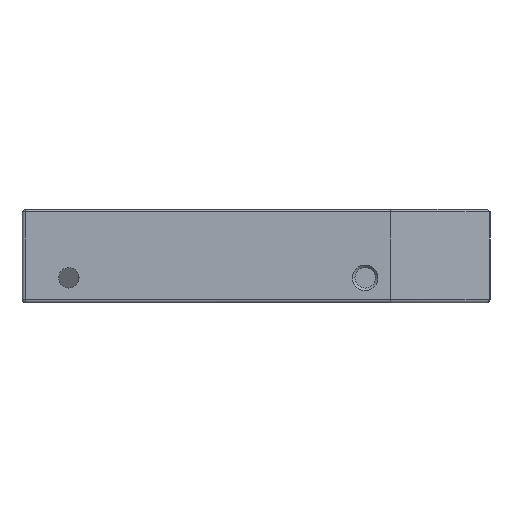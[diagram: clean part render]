
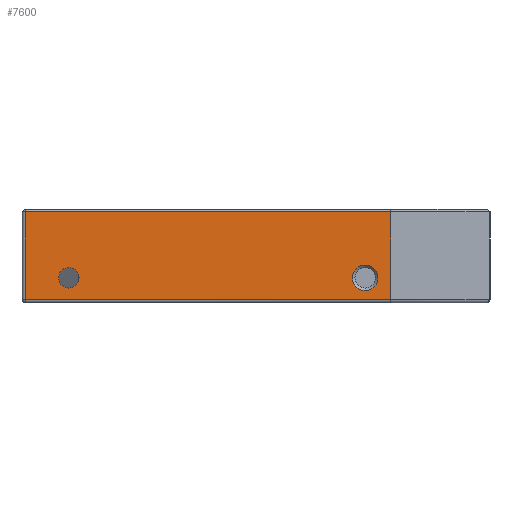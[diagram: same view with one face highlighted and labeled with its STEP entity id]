
A CAD part, front view. The second image highlights one B-rep face of the part: STEP entity #7600.
In plain terms, the highlighted planar face has unit normal (0, -1, 0).
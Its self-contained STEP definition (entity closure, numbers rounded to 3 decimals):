
#235=FACE_BOUND('',#1211,.T.);
#236=FACE_BOUND('',#1212,.T.);
#408=PLANE('',#8321);
#759=FACE_OUTER_BOUND('',#1210,.T.);
#1210=EDGE_LOOP('',(#6742,#6743,#6744,#6745));
#1211=EDGE_LOOP('',(#6746));
#1212=EDGE_LOOP('',(#6747));
#1609=CIRCLE('',#8317,2.05);
#1612=CIRCLE('',#8322,1.65);
#2290=LINE('',#12808,#3036);
#2302=LINE('',#12838,#3048);
#2339=LINE('',#12988,#3085);
#2340=LINE('',#12989,#3086);
#3036=VECTOR('',#10181,10.);
#3048=VECTOR('',#10215,10.);
#3085=VECTOR('',#10376,10.);
#3086=VECTOR('',#10377,10.);
#3759=VERTEX_POINT('',#12803);
#3760=VERTEX_POINT('',#12807);
#3767=VERTEX_POINT('',#12837);
#3791=VERTEX_POINT('',#12977);
#3794=VERTEX_POINT('',#12987);
#3795=VERTEX_POINT('',#12990);
#4756=EDGE_CURVE('',#3760,#3759,#2290,.T.);
#4771=EDGE_CURVE('',#3760,#3767,#2302,.T.);
#4832=EDGE_CURVE('',#3791,#3791,#1609,.T.);
#4837=EDGE_CURVE('',#3759,#3794,#2339,.T.);
#4838=EDGE_CURVE('',#3794,#3767,#2340,.T.);
#4839=EDGE_CURVE('',#3795,#3795,#1612,.T.);
#6742=ORIENTED_EDGE('',*,*,#4756,.T.);
#6743=ORIENTED_EDGE('',*,*,#4837,.T.);
#6744=ORIENTED_EDGE('',*,*,#4838,.T.);
#6745=ORIENTED_EDGE('',*,*,#4771,.F.);
#6746=ORIENTED_EDGE('',*,*,#4839,.F.);
#6747=ORIENTED_EDGE('',*,*,#4832,.T.);
#7600=ADVANCED_FACE('',(#759,#235,#236),#408,.F.);
#8317=AXIS2_PLACEMENT_3D('',#12978,#10364,#10365);
#8321=AXIS2_PLACEMENT_3D('',#12986,#10374,#10375);
#8322=AXIS2_PLACEMENT_3D('',#12991,#10378,#10379);
#10181=DIRECTION('',(-1.,0.,0.));
#10215=DIRECTION('',(0.,0.,-1.));
#10364=DIRECTION('center_axis',(0.,1.,0.));
#10365=DIRECTION('ref_axis',(1.,0.,0.));
#10374=DIRECTION('center_axis',(0.,1.,0.));
#10375=DIRECTION('ref_axis',(1.,0.,0.));
#10376=DIRECTION('',(0.,0.,-1.));
#10377=DIRECTION('',(1.,0.,0.));
#10378=DIRECTION('center_axis',(0.,-1.,0.));
#10379=DIRECTION('ref_axis',(1.,0.,0.));
#12803=CARTESIAN_POINT('',(75.5,5.,-0.4));
#12807=CARTESIAN_POINT('',(134.09,5.,-0.4));
#12808=CARTESIAN_POINT('',(93.75,5.,-0.4));
#12837=CARTESIAN_POINT('',(134.09,5.,-14.5));
#12838=CARTESIAN_POINT('',(134.09,5.,0.));
#12977=CARTESIAN_POINT('',(127.95,5.,-11.));
#12978=CARTESIAN_POINT('Origin',(130.,5.,-11.));
#12986=CARTESIAN_POINT('Origin',(75.,5.,0.));
#12987=CARTESIAN_POINT('',(75.5,5.,-14.5));
#12988=CARTESIAN_POINT('',(75.5,5.,0.));
#12989=CARTESIAN_POINT('',(93.75,5.,-14.5));
#12990=CARTESIAN_POINT('',(80.85,5.,-11.));
#12991=CARTESIAN_POINT('Origin',(82.5,5.,-11.));
